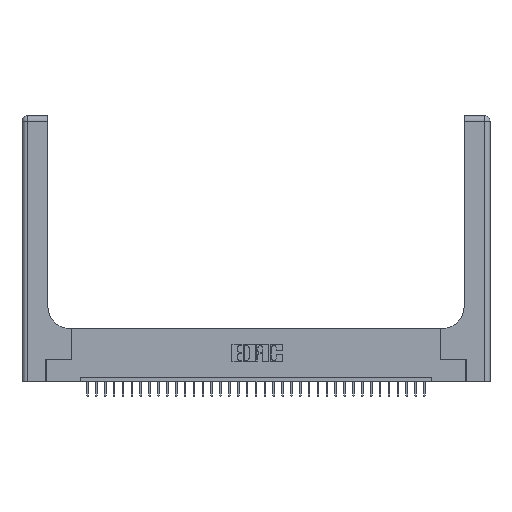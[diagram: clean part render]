
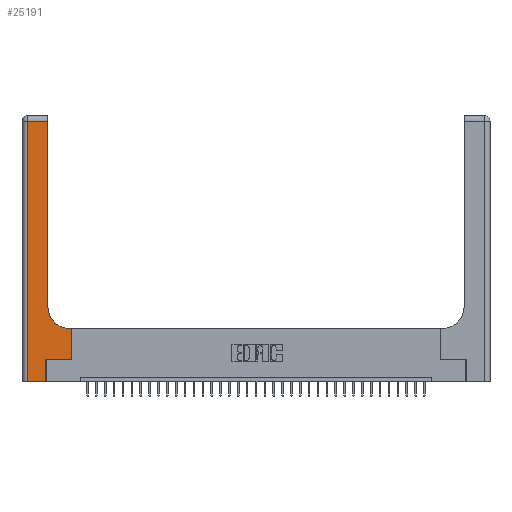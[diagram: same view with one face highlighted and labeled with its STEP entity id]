
A CAD part, top view. The second image highlights one B-rep face of the part: STEP entity #25191.
In plain terms, the highlighted planar face has unit normal (0, 0, 1).
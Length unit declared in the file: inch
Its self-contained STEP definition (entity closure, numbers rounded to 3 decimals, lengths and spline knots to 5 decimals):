
#767 = DIRECTION ( 'NONE',  ( 0., 0., -1. ) ) ;
#1036 = VERTEX_POINT ( 'NONE', #16275 ) ;
#1070 = VERTEX_POINT ( 'NONE', #6633 ) ;
#1488 = VECTOR ( 'NONE', #1665, 39.37008 ) ;
#1665 = DIRECTION ( 'NONE',  ( 0., 1., 0. ) ) ;
#1751 = VECTOR ( 'NONE', #34823, 39.37008 ) ;
#1871 = CARTESIAN_POINT ( 'NONE',  ( 0.2915, 0.85, 0.37 ) ) ;
#2177 = EDGE_CURVE ( 'NONE', #1070, #5380, #33130, .T. ) ;
#3577 = ORIENTED_EDGE ( 'NONE', *, *, #20326, .T. ) ;
#3643 = ORIENTED_EDGE ( 'NONE', *, *, #11584, .T. ) ;
#5029 = LINE ( 'NONE', #17911, #29932 ) ;
#5380 = VERTEX_POINT ( 'NONE', #31586 ) ;
#5749 = DIRECTION ( 'NONE',  ( -1., 0., 0. ) ) ;
#6017 = VERTEX_POINT ( 'NONE', #23571 ) ;
#6379 = ORIENTED_EDGE ( 'NONE', *, *, #20597, .T. ) ;
#6633 = CARTESIAN_POINT ( 'NONE',  ( 0.2915, 2.94, 0.37 ) ) ;
#7071 = CARTESIAN_POINT ( 'NONE',  ( 0.5415, 0.6, 0.37 ) ) ;
#7742 = DIRECTION ( 'NONE',  ( 1., 0., 0. ) ) ;
#8071 = FACE_OUTER_BOUND ( 'NONE', #17776, .T. ) ;
#8776 = LINE ( 'NONE', #30441, #15181 ) ;
#9376 = CARTESIAN_POINT ( 'NONE',  ( 0., 0., 0.37 ) ) ;
#9684 = ORIENTED_EDGE ( 'NONE', *, *, #10626, .T. ) ;
#10006 = LINE ( 'NONE', #14609, #1488 ) ;
#10388 = EDGE_CURVE ( 'NONE', #15748, #16312, #10006, .T. ) ;
#10395 = CARTESIAN_POINT ( 'NONE',  ( 0.2915, 3., 0.37 ) ) ;
#10626 = EDGE_CURVE ( 'NONE', #1036, #6017, #14221, .T. ) ;
#10799 = CARTESIAN_POINT ( 'NONE',  ( 0.06, 0., 0.37 ) ) ;
#11584 = EDGE_CURVE ( 'NONE', #24275, #14339, #19278, .T. ) ;
#12374 = LINE ( 'NONE', #10395, #1751 ) ;
#12540 = VECTOR ( 'NONE', #22297, 39.37008 ) ;
#13191 = EDGE_CURVE ( 'NONE', #14339, #1070, #12374, .T. ) ;
#13492 = ORIENTED_EDGE ( 'NONE', *, *, #27104, .T. ) ;
#14078 = ORIENTED_EDGE ( 'NONE', *, *, #16567, .T. ) ;
#14221 = LINE ( 'NONE', #19605, #12540 ) ;
#14282 = ORIENTED_EDGE ( 'NONE', *, *, #2177, .T. ) ;
#14339 = VERTEX_POINT ( 'NONE', #1871 ) ;
#14609 = CARTESIAN_POINT ( 'NONE',  ( 0.5585, 0.25, 0.37 ) ) ;
#15181 = VECTOR ( 'NONE', #5749, 39.37008 ) ;
#15720 = DIRECTION ( 'NONE',  ( 0., 0., -1. ) ) ;
#15748 = VERTEX_POINT ( 'NONE', #21706 ) ;
#16275 = CARTESIAN_POINT ( 'NONE',  ( 0.269, 0., 0.37 ) ) ;
#16312 = VERTEX_POINT ( 'NONE', #29134 ) ;
#16567 = EDGE_CURVE ( 'NONE', #5380, #31313, #29392, .T. ) ;
#16752 = VECTOR ( 'NONE', #25826, 39.37008 ) ;
#16806 = CARTESIAN_POINT ( 'NONE',  ( 0., 2.94, 0.37 ) ) ;
#17776 = EDGE_LOOP ( 'NONE', ( #19215, #14282, #14078, #3577, #9684, #6379, #34658, #13492, #3643 ) ) ;
#17798 = AXIS2_PLACEMENT_3D ( 'NONE', #27714, #767, #28060 ) ;
#17899 = AXIS2_PLACEMENT_3D ( 'NONE', #31827, #15720, #7742 ) ;
#17911 = CARTESIAN_POINT ( 'NONE',  ( 0.269, 0.25, 0.37 ) ) ;
#19053 = DIRECTION ( 'NONE',  ( 0., -1., 0. ) ) ;
#19215 = ORIENTED_EDGE ( 'NONE', *, *, #13191, .T. ) ;
#19278 = CIRCLE ( 'NONE', #17899, 0.25 ) ;
#19355 = VECTOR ( 'NONE', #19053, 39.37008 ) ;
#19605 = CARTESIAN_POINT ( 'NONE',  ( 0.269, 0., 0.37 ) ) ;
#19770 = PLANE ( 'NONE',  #17798 ) ;
#20326 = EDGE_CURVE ( 'NONE', #31313, #1036, #27026, .T. ) ;
#20597 = EDGE_CURVE ( 'NONE', #6017, #15748, #5029, .T. ) ;
#21706 = CARTESIAN_POINT ( 'NONE',  ( 0.5585, 0.25, 0.37 ) ) ;
#22297 = DIRECTION ( 'NONE',  ( 0., 1., 0. ) ) ;
#23571 = CARTESIAN_POINT ( 'NONE',  ( 0.269, 0.25, 0.37 ) ) ;
#24275 = VERTEX_POINT ( 'NONE', #7071 ) ;
#25191 = ADVANCED_FACE ( 'NONE', ( #8071 ), #19770, .F. ) ;
#25826 = DIRECTION ( 'NONE',  ( -1., 0., 0. ) ) ;
#26090 = DIRECTION ( 'NONE',  ( 1., 0., 0. ) ) ;
#27026 = LINE ( 'NONE', #9376, #32088 ) ;
#27029 = CARTESIAN_POINT ( 'NONE',  ( 0.06, 3., 0.37 ) ) ;
#27104 = EDGE_CURVE ( 'NONE', #16312, #24275, #8776, .T. ) ;
#27714 = CARTESIAN_POINT ( 'NONE',  ( 0., 3., 0.37 ) ) ;
#28060 = DIRECTION ( 'NONE',  ( -1., 0., 0. ) ) ;
#28256 = DIRECTION ( 'NONE',  ( 1., 0., 0. ) ) ;
#29134 = CARTESIAN_POINT ( 'NONE',  ( 0.5585, 0.6, 0.37 ) ) ;
#29392 = LINE ( 'NONE', #27029, #19355 ) ;
#29932 = VECTOR ( 'NONE', #26090, 39.37008 ) ;
#30441 = CARTESIAN_POINT ( 'NONE',  ( 0.2915, 0.6, 0.37 ) ) ;
#31313 = VERTEX_POINT ( 'NONE', #10799 ) ;
#31586 = CARTESIAN_POINT ( 'NONE',  ( 0.06, 2.94, 0.37 ) ) ;
#31827 = CARTESIAN_POINT ( 'NONE',  ( 0.5415, 0.85, 0.37 ) ) ;
#32088 = VECTOR ( 'NONE', #28256, 39.37008 ) ;
#33130 = LINE ( 'NONE', #16806, #16752 ) ;
#34658 = ORIENTED_EDGE ( 'NONE', *, *, #10388, .T. ) ;
#34823 = DIRECTION ( 'NONE',  ( 0., 1., 0. ) ) ;
